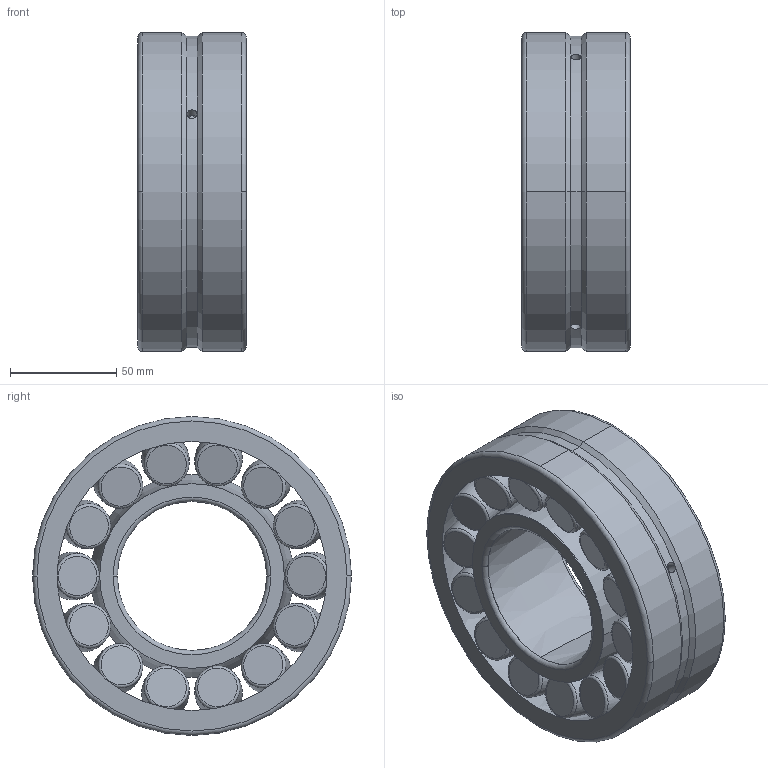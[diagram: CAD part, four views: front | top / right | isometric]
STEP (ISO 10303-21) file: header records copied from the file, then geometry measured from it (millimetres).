
FILE_DESCRIPTION(('STEP AP214'),'1');
FILE_NAME('22314-e1-xl-k.stp','2024-10-23T11:28:29',('TraceParts'),('TraceParts S.A.'),'Spatial InterOp 3D',' ',' ');
FILE_SCHEMA(('AUTOMOTIVE_DESIGN { 1 0 10303 214 1 1 1 1 }'));
Length unit declared in the file: millimetre
Products named in the file (1): 22314-e1-xl-k_1
Bounding box: 51 x 150 x 150 mm (x, y, z)
Volume: 514447.5 mm3; surface area: 142812.5 mm2
Topology: 30 solids, 30 shells, 270 faces, 557 edges, 340 vertices
Faces by surface type: torus 186, plane 60, cylinder 16, cone 6, sphere 2
Entity records: 9858 total; most frequent: DIRECTION 1675, CARTESIAN_POINT 1394, ORIENTED_EDGE 1106, AXIS2_PLACEMENT_3D 828, EDGE_CURVE 553, CIRCLE 528, VERTEX_POINT 340, EDGE_LOOP 277
